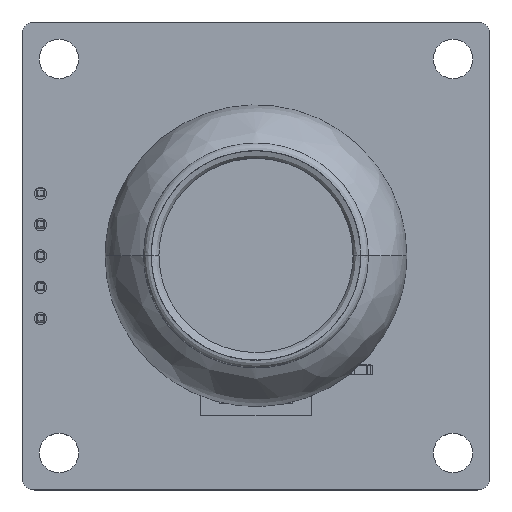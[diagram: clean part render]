
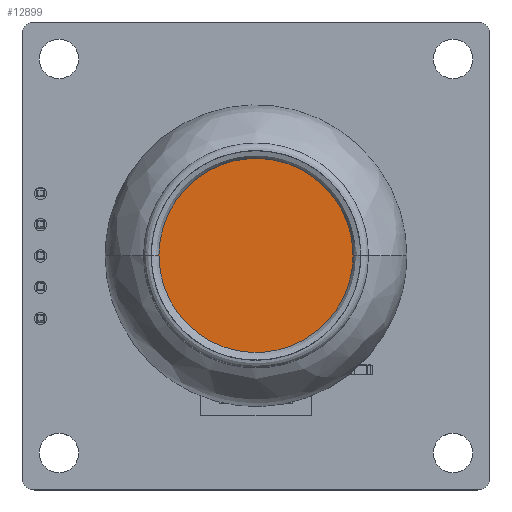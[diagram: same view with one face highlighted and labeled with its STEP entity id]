
A CAD part, top view. The second image highlights one B-rep face of the part: STEP entity #12899.
In plain terms, the highlighted free-form (B-spline) face has degree [1, 1] with [2, 2] control points.
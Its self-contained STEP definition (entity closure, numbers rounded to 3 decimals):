
#12100 = ( BOUNDED_SURFACE() B_SPLINE_SURFACE(2,2,(
    (#12101,#12102,#12103)
    ,(#12104,#12105,#12106)
    ,(#12107,#12108,#12109)
    ,(#12110,#12111,#12112)
    ,(#12113,#12114,#12115
)),.UNSPECIFIED.,.F.,.F.,.F.) B_SPLINE_SURFACE_WITH_KNOTS((3,2,3),(3,3),
  (0.,1.571,3.142),(1.571,2.947),
.PIECEWISE_BEZIER_KNOTS.) GEOMETRIC_REPRESENTATION_ITEM() 
RATIONAL_B_SPLINE_SURFACE((
    (1.,0.773,1.)
    ,(0.707,0.546,0.707)
    ,(1.,0.773,1.)
    ,(0.707,0.546,0.707)
,(1.,0.773,1.))) REPRESENTATION_ITEM('') SURFACE() );
#12101 = CARTESIAN_POINT('',(8.49,0.,25.));
#12102 = CARTESIAN_POINT('',(7.98,0.,25.));
#12103 = CARTESIAN_POINT('',(7.882,0.,24.5));
#12104 = CARTESIAN_POINT('',(8.49,8.49,25.));
#12105 = CARTESIAN_POINT('',(7.98,7.98,25.));
#12106 = CARTESIAN_POINT('',(7.882,7.882,24.5));
#12107 = CARTESIAN_POINT('',(0.,8.49,25.));
#12108 = CARTESIAN_POINT('',(0.,7.98,25.));
#12109 = CARTESIAN_POINT('',(0.,7.882,24.5));
#12110 = CARTESIAN_POINT('',(-8.49,8.49,25.));
#12111 = CARTESIAN_POINT('',(-7.98,7.98,25.));
#12112 = CARTESIAN_POINT('',(-7.882,7.882,24.5));
#12113 = CARTESIAN_POINT('',(-8.49,0.,25.));
#12114 = CARTESIAN_POINT('',(-7.98,0.,25.));
#12115 = CARTESIAN_POINT('',(-7.882,0.,24.5));
#12135 = VERTEX_POINT('',#12136);
#12136 = CARTESIAN_POINT('',(-7.882,0.,24.5));
#12150 = ( BOUNDED_SURFACE() B_SPLINE_SURFACE(2,2,(
    (#12151,#12152,#12153)
    ,(#12154,#12155,#12156)
    ,(#12157,#12158,#12159)
    ,(#12160,#12161,#12162)
    ,(#12163,#12164,#12165
)),.UNSPECIFIED.,.F.,.F.,.F.) B_SPLINE_SURFACE_WITH_KNOTS((3,2,3),(3,3),
  (3.142,4.712,6.283),(1.571,
    2.947),.PIECEWISE_BEZIER_KNOTS.) 
GEOMETRIC_REPRESENTATION_ITEM() RATIONAL_B_SPLINE_SURFACE((
    (1.,0.773,1.)
    ,(0.707,0.546,0.707)
    ,(1.,0.773,1.)
    ,(0.707,0.546,0.707)
,(1.,0.773,1.))) REPRESENTATION_ITEM('') SURFACE() );
#12151 = CARTESIAN_POINT('',(-8.49,0.,25.));
#12152 = CARTESIAN_POINT('',(-7.98,0.,25.));
#12153 = CARTESIAN_POINT('',(-7.882,0.,24.5));
#12154 = CARTESIAN_POINT('',(-8.49,-8.49,25.));
#12155 = CARTESIAN_POINT('',(-7.98,-7.98,25.));
#12156 = CARTESIAN_POINT('',(-7.882,-7.882,24.5));
#12157 = CARTESIAN_POINT('',(0.,-8.49,25.));
#12158 = CARTESIAN_POINT('',(0.,-7.98,25.));
#12159 = CARTESIAN_POINT('',(0.,-7.882,24.5));
#12160 = CARTESIAN_POINT('',(8.49,-8.49,25.));
#12161 = CARTESIAN_POINT('',(7.98,-7.98,25.));
#12162 = CARTESIAN_POINT('',(7.882,-7.882,24.5));
#12163 = CARTESIAN_POINT('',(8.49,0.,25.));
#12164 = CARTESIAN_POINT('',(7.98,0.,25.));
#12165 = CARTESIAN_POINT('',(7.882,0.,24.5));
#12173 = EDGE_CURVE('',#12174,#12135,#12176,.T.);
#12174 = VERTEX_POINT('',#12175);
#12175 = CARTESIAN_POINT('',(7.882,0.,24.5));
#12176 = SURFACE_CURVE('',#12177,(#12183,#12192),.PCURVE_S1.);
#12177 = ( BOUNDED_CURVE() B_SPLINE_CURVE(2,(#12178,#12179,#12180,#12181
,#12182),.UNSPECIFIED.,.F.,.F.) B_SPLINE_CURVE_WITH_KNOTS((3,2,3),(0.,
1.571,3.142),.PIECEWISE_BEZIER_KNOTS.) CURVE() 
GEOMETRIC_REPRESENTATION_ITEM() RATIONAL_B_SPLINE_CURVE((1.,
0.707,1.,0.707,1.)) REPRESENTATION_ITEM('') );
#12178 = CARTESIAN_POINT('',(7.882,0.,24.5));
#12179 = CARTESIAN_POINT('',(7.882,7.882,24.5));
#12180 = CARTESIAN_POINT('',(0.,7.882,24.5));
#12181 = CARTESIAN_POINT('',(-7.882,7.882,24.5));
#12182 = CARTESIAN_POINT('',(-7.882,0.,24.5));
#12183 = PCURVE('',#12100,#12184);
#12184 = DEFINITIONAL_REPRESENTATION('',(#12185),#12191);
#12185 = B_SPLINE_CURVE_WITH_KNOTS('',2,(#12186,#12187,#12188,#12189,
    #12190),.UNSPECIFIED.,.F.,.F.,(3,2,3),(0.,1.571,
    3.142),.PIECEWISE_BEZIER_KNOTS.);
#12186 = CARTESIAN_POINT('',(0.,2.947));
#12187 = CARTESIAN_POINT('',(0.785,2.947));
#12188 = CARTESIAN_POINT('',(1.571,2.947));
#12189 = CARTESIAN_POINT('',(2.356,2.947));
#12190 = CARTESIAN_POINT('',(3.142,2.947));
#12191 = ( GEOMETRIC_REPRESENTATION_CONTEXT(2) 
PARAMETRIC_REPRESENTATION_CONTEXT() REPRESENTATION_CONTEXT('2D SPACE',''
  ) );
#12192 = PCURVE('',#12193,#12198);
#12193 = B_SPLINE_SURFACE_WITH_KNOTS('',1,1,(
    (#12194,#12195)
    ,(#12196,#12197
    )),.UNSPECIFIED.,.F.,.F.,.F.,(2,2),(2,2),(-7.882,
    7.882),(-7.882,7.882),
  .PIECEWISE_BEZIER_KNOTS.);
#12194 = CARTESIAN_POINT('',(-7.882,-7.882,24.5));
#12195 = CARTESIAN_POINT('',(-7.882,7.882,24.5));
#12196 = CARTESIAN_POINT('',(7.882,-7.882,24.5));
#12197 = CARTESIAN_POINT('',(7.882,7.882,24.5));
#12198 = DEFINITIONAL_REPRESENTATION('',(#12199),#12205);
#12199 = ( BOUNDED_CURVE() B_SPLINE_CURVE(2,(#12200,#12201,#12202,#12203
,#12204),.UNSPECIFIED.,.F.,.F.) B_SPLINE_CURVE_WITH_KNOTS((3,2,3),(0.,
1.571,3.142),.PIECEWISE_BEZIER_KNOTS.) CURVE() 
GEOMETRIC_REPRESENTATION_ITEM() RATIONAL_B_SPLINE_CURVE((1.,
0.707,1.,0.707,1.)) REPRESENTATION_ITEM('') );
#12200 = CARTESIAN_POINT('',(7.882,0.));
#12201 = CARTESIAN_POINT('',(7.882,7.882));
#12202 = CARTESIAN_POINT('',(0.,7.882));
#12203 = CARTESIAN_POINT('',(-7.882,7.882));
#12204 = CARTESIAN_POINT('',(-7.882,0.));
#12205 = ( GEOMETRIC_REPRESENTATION_CONTEXT(2) 
PARAMETRIC_REPRESENTATION_CONTEXT() REPRESENTATION_CONTEXT('2D SPACE',''
  ) );
#12899 = ADVANCED_FACE('',(#12900),#12193,.T.);
#12900 = FACE_BOUND('',#12901,.T.);
#12901 = EDGE_LOOP('',(#12902,#12903));
#12902 = ORIENTED_EDGE('',*,*,#12173,.T.);
#12903 = ORIENTED_EDGE('',*,*,#12904,.T.);
#12904 = EDGE_CURVE('',#12135,#12174,#12905,.T.);
#12905 = SURFACE_CURVE('',#12906,(#12912,#12921),.PCURVE_S1.);
#12906 = ( BOUNDED_CURVE() B_SPLINE_CURVE(2,(#12907,#12908,#12909,#12910
,#12911),.UNSPECIFIED.,.F.,.F.) B_SPLINE_CURVE_WITH_KNOTS((3,2,3),(
    3.142,4.712,6.283),
.PIECEWISE_BEZIER_KNOTS.) CURVE() GEOMETRIC_REPRESENTATION_ITEM() 
RATIONAL_B_SPLINE_CURVE((1.,0.707,1.,0.707,1.)) 
REPRESENTATION_ITEM('') );
#12907 = CARTESIAN_POINT('',(-7.882,0.,24.5));
#12908 = CARTESIAN_POINT('',(-7.882,-7.882,24.5));
#12909 = CARTESIAN_POINT('',(0.,-7.882,24.5));
#12910 = CARTESIAN_POINT('',(7.882,-7.882,24.5));
#12911 = CARTESIAN_POINT('',(7.882,0.,24.5));
#12912 = PCURVE('',#12193,#12913);
#12913 = DEFINITIONAL_REPRESENTATION('',(#12914),#12920);
#12914 = ( BOUNDED_CURVE() B_SPLINE_CURVE(2,(#12915,#12916,#12917,#12918
,#12919),.UNSPECIFIED.,.F.,.F.) B_SPLINE_CURVE_WITH_KNOTS((3,2,3),(
    3.142,4.712,6.283),
.PIECEWISE_BEZIER_KNOTS.) CURVE() GEOMETRIC_REPRESENTATION_ITEM() 
RATIONAL_B_SPLINE_CURVE((1.,0.707,1.,0.707,1.)) 
REPRESENTATION_ITEM('') );
#12915 = CARTESIAN_POINT('',(-7.882,0.));
#12916 = CARTESIAN_POINT('',(-7.882,-7.882));
#12917 = CARTESIAN_POINT('',(0.,-7.882));
#12918 = CARTESIAN_POINT('',(7.882,-7.882));
#12919 = CARTESIAN_POINT('',(7.882,0.));
#12920 = ( GEOMETRIC_REPRESENTATION_CONTEXT(2) 
PARAMETRIC_REPRESENTATION_CONTEXT() REPRESENTATION_CONTEXT('2D SPACE',''
  ) );
#12921 = PCURVE('',#12150,#12922);
#12922 = DEFINITIONAL_REPRESENTATION('',(#12923),#12929);
#12923 = B_SPLINE_CURVE_WITH_KNOTS('',2,(#12924,#12925,#12926,#12927,
    #12928),.UNSPECIFIED.,.F.,.F.,(3,2,3),(3.142,4.712,
    6.283),.PIECEWISE_BEZIER_KNOTS.);
#12924 = CARTESIAN_POINT('',(3.142,2.947));
#12925 = CARTESIAN_POINT('',(3.927,2.947));
#12926 = CARTESIAN_POINT('',(4.712,2.947));
#12927 = CARTESIAN_POINT('',(5.498,2.947));
#12928 = CARTESIAN_POINT('',(6.283,2.947));
#12929 = ( GEOMETRIC_REPRESENTATION_CONTEXT(2) 
PARAMETRIC_REPRESENTATION_CONTEXT() REPRESENTATION_CONTEXT('2D SPACE',''
  ) );
